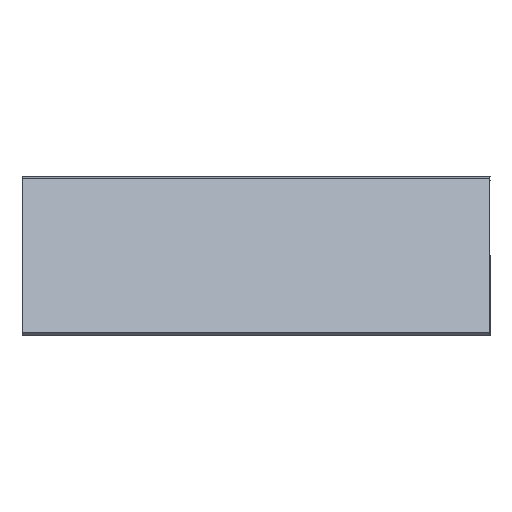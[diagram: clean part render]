
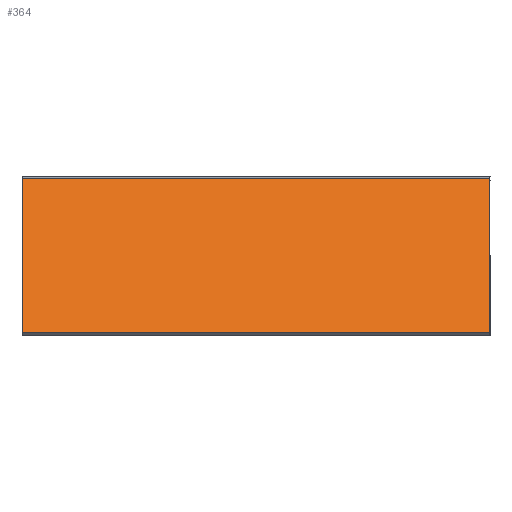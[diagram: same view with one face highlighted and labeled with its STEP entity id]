
A CAD part, left-side view. The second image highlights one B-rep face of the part: STEP entity #364.
In plain terms, the highlighted planar face has unit normal (-0.707, 0, 0.707).
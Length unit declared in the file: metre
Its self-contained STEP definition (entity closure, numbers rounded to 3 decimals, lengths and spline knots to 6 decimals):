
#54=ORIENTED_EDGE('',*,*,#139,.T.);
#55=ORIENTED_EDGE('',*,*,#145,.F.);
#56=ORIENTED_EDGE('',*,*,#135,.F.);
#57=ORIENTED_EDGE('',*,*,#142,.T.);
#135=EDGE_CURVE('',#182,#184,#211,.T.);
#139=EDGE_CURVE('',#188,#186,#215,.T.);
#142=EDGE_CURVE('',#182,#188,#218,.T.);
#145=EDGE_CURVE('',#184,#186,#221,.T.);
#182=VERTEX_POINT('',#546);
#184=VERTEX_POINT('',#549);
#186=VERTEX_POINT('',#555);
#188=VERTEX_POINT('',#558);
#211=LINE('',#548,#247);
#215=LINE('',#557,#251);
#218=LINE('',#563,#254);
#221=LINE('',#568,#257);
#247=VECTOR('',#438,1.);
#251=VECTOR('',#444,1.);
#254=VECTOR('',#449,1.);
#257=VECTOR('',#456,1.);
#286=EDGE_LOOP('',(#54,#55,#56,#57));
#316=FACE_BOUND('',#286,.T.);
#346=PLANE('',#401);
#364=ADVANCED_FACE('',(#316),#346,.F.);
#401=AXIS2_PLACEMENT_3D('',#567,#454,#455);
#438=DIRECTION('',(0.707,0.,0.707));
#444=DIRECTION('',(0.707,0.,0.707));
#449=DIRECTION('',(0.,-1.,0.));
#454=DIRECTION('',(0.707,0.,-0.707));
#455=DIRECTION('',(-0.707,0.,-0.707));
#456=DIRECTION('',(0.,-1.,0.));
#546=CARTESIAN_POINT('',(0.,0.,0.));
#548=CARTESIAN_POINT('',(0.101304,0.,0.101304));
#549=CARTESIAN_POINT('',(0.098828,0.,0.098828));
#555=CARTESIAN_POINT('',(0.098828,-0.3,0.098828));
#557=CARTESIAN_POINT('',(0.101304,-0.3,0.101304));
#558=CARTESIAN_POINT('',(0.,-0.3,0.));
#563=CARTESIAN_POINT('',(0.,0.,0.));
#567=CARTESIAN_POINT('',(0.101304,0.,0.101304));
#568=CARTESIAN_POINT('',(0.098828,0.,0.098828));
